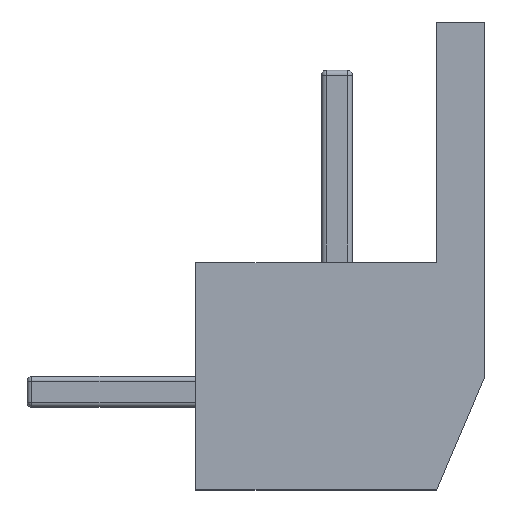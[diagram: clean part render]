
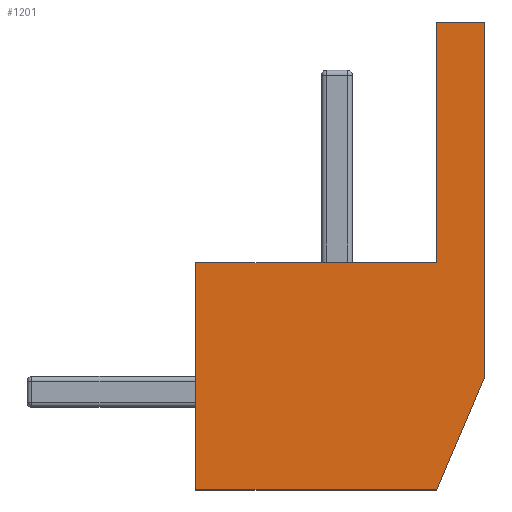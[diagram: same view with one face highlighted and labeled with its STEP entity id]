
A CAD part, top view. The second image highlights one B-rep face of the part: STEP entity #1201.
In plain terms, the highlighted planar face has unit normal (0, 0, 1).
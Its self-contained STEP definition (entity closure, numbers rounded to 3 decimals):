
#135=FACE_OUTER_BOUND('',#220,.T.);
#220=EDGE_LOOP('',(#810,#811,#812,#813,#814,#815,#816));
#305=LINE('',#1870,#418);
#306=LINE('',#1872,#419);
#307=LINE('',#1874,#420);
#308=LINE('',#1876,#421);
#309=LINE('',#1878,#422);
#310=LINE('',#1880,#423);
#311=LINE('',#1881,#424);
#418=VECTOR('',#1457,10.);
#419=VECTOR('',#1458,10.);
#420=VECTOR('',#1459,10.);
#421=VECTOR('',#1460,10.);
#422=VECTOR('',#1461,10.);
#423=VECTOR('',#1462,10.);
#424=VECTOR('',#1463,10.);
#531=VERTEX_POINT('',#1868);
#532=VERTEX_POINT('',#1869);
#533=VERTEX_POINT('',#1871);
#534=VERTEX_POINT('',#1873);
#535=VERTEX_POINT('',#1875);
#536=VERTEX_POINT('',#1877);
#537=VERTEX_POINT('',#1879);
#633=EDGE_CURVE('',#531,#532,#305,.T.);
#634=EDGE_CURVE('',#532,#533,#306,.T.);
#635=EDGE_CURVE('',#533,#534,#307,.T.);
#636=EDGE_CURVE('',#534,#535,#308,.T.);
#637=EDGE_CURVE('',#535,#536,#309,.T.);
#638=EDGE_CURVE('',#536,#537,#310,.T.);
#639=EDGE_CURVE('',#537,#531,#311,.T.);
#810=ORIENTED_EDGE('',*,*,#633,.T.);
#811=ORIENTED_EDGE('',*,*,#634,.T.);
#812=ORIENTED_EDGE('',*,*,#635,.T.);
#813=ORIENTED_EDGE('',*,*,#636,.T.);
#814=ORIENTED_EDGE('',*,*,#637,.T.);
#815=ORIENTED_EDGE('',*,*,#638,.T.);
#816=ORIENTED_EDGE('',*,*,#639,.T.);
#1164=PLANE('',#1304);
#1201=ADVANCED_FACE('',(#135),#1164,.T.);
#1304=AXIS2_PLACEMENT_3D('',#1867,#1455,#1456);
#1455=DIRECTION('center_axis',(0.,0.,1.));
#1456=DIRECTION('ref_axis',(1.,0.,0.));
#1457=DIRECTION('',(-1.,0.,0.));
#1458=DIRECTION('',(0.,-1.,0.));
#1459=DIRECTION('',(-1.,0.,0.));
#1460=DIRECTION('',(0.,-1.,0.));
#1461=DIRECTION('',(1.,0.,0.));
#1462=DIRECTION('',(0.392,0.92,0.));
#1463=DIRECTION('',(0.,1.,0.));
#1867=CARTESIAN_POINT('Origin',(-3.,4.85,5.5));
#1868=CARTESIAN_POINT('',(0.,9.7,5.5));
#1869=CARTESIAN_POINT('',(-1.,9.7,5.5));
#1870=CARTESIAN_POINT('',(-2.,9.7,5.5));
#1871=CARTESIAN_POINT('',(-1.,4.7,5.5));
#1872=CARTESIAN_POINT('',(-1.,9.7,5.5));
#1873=CARTESIAN_POINT('',(-6.,4.7,5.5));
#1874=CARTESIAN_POINT('',(-6.,4.7,5.5));
#1875=CARTESIAN_POINT('',(-6.,0.,5.5));
#1876=CARTESIAN_POINT('',(-6.,0.,5.5));
#1877=CARTESIAN_POINT('',(-1.,0.,5.5));
#1878=CARTESIAN_POINT('',(0.,0.,5.5));
#1879=CARTESIAN_POINT('',(0.,2.35,5.5));
#1880=CARTESIAN_POINT('',(0.,2.35,5.5));
#1881=CARTESIAN_POINT('',(0.,9.7,5.5));
